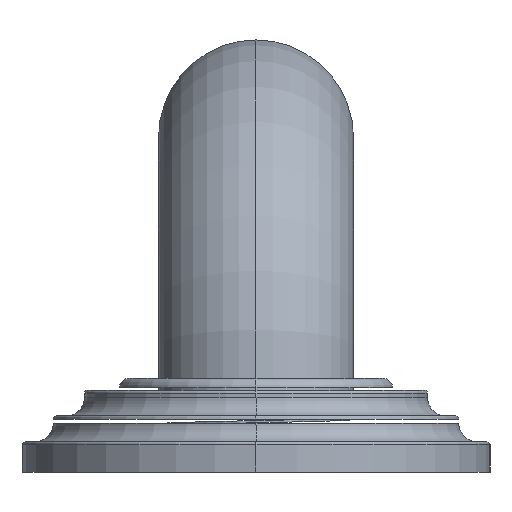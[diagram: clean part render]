
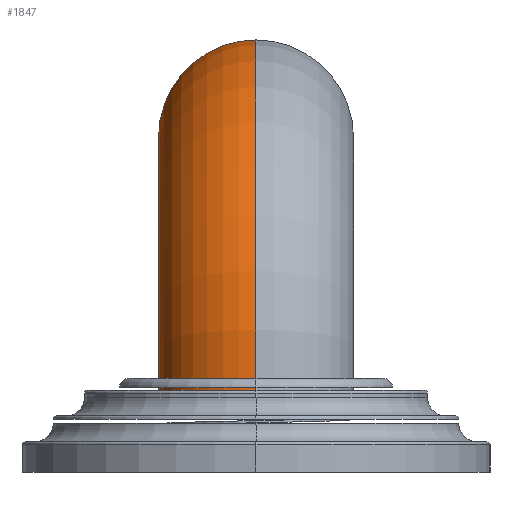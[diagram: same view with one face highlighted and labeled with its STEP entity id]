
A CAD part, left-side view. The second image highlights one B-rep face of the part: STEP entity #1847.
In plain terms, the highlighted toroidal (fillet/blend) face has major radius 41.275 mm and minor radius 15.875 mm.
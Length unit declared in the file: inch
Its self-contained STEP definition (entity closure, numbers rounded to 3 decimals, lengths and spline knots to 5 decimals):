
#1718=CARTESIAN_POINT('',(-24.,0.,0.52));
#1719=DIRECTION('',(0.,0.,-1.));
#1720=DIRECTION('',(-1.,0.,0.));
#1721=AXIS2_PLACEMENT_3D('',#1718,#1719,#1720);
#1723=CARTESIAN_POINT('',(-22.375,0.,0.52));
#1724=DIRECTION('',(0.,1.,0.));
#1725=DIRECTION('',(-1.,0.,0.));
#1726=AXIS2_PLACEMENT_3D('',#1723,#1724,#1725);
#1733=CARTESIAN_POINT('',(-22.375,0.,0.52));
#1734=DIRECTION('',(0.,1.,0.));
#1735=DIRECTION('',(-1.,0.,0.));
#1736=AXIS2_PLACEMENT_3D('',#1733,#1734,#1735);
#1775=CARTESIAN_POINT('',(-22.375,0.,2.145));
#1776=DIRECTION('',(1.,0.,0.));
#1777=DIRECTION('',(0.,0.,-1.));
#1778=AXIS2_PLACEMENT_3D('',#1775,#1776,#1777);
#1814=CARTESIAN_POINT('',(-23.375,0.,0.52));
#1815=CARTESIAN_POINT('',(-24.625,0.,0.52));
#1816=VERTEX_POINT('',#1814);
#1817=VERTEX_POINT('',#1815);
#1818=CARTESIAN_POINT('',(-22.375,0.,1.52));
#1819=CARTESIAN_POINT('',(-22.375,0.,2.77));
#1820=VERTEX_POINT('',#1818);
#1821=VERTEX_POINT('',#1819);
#1832=CARTESIAN_POINT('',(-22.375,0.,0.52));
#1833=DIRECTION('',(0.,1.,0.));
#1834=DIRECTION('',(1.,0.,0.));
#1835=AXIS2_PLACEMENT_3D('',#1832,#1833,#1834);
#1836=TOROIDAL_SURFACE('',#1835,1.625,0.625);
#1838=ORIENTED_EDGE('',*,*,#1837,.T.);
#1840=ORIENTED_EDGE('',*,*,#1839,.T.);
#1842=ORIENTED_EDGE('',*,*,#1841,.T.);
#1844=ORIENTED_EDGE('',*,*,#1843,.F.);
#1845=EDGE_LOOP('',(#1838,#1840,#1842,#1844));
#1846=FACE_OUTER_BOUND('',#1845,.F.);
#1847=ADVANCED_FACE('',(#1846),#1836,.T.);
#1722=CIRCLE('',#1721,0.625);
#1727=CIRCLE('',#1726,1.);
#1737=CIRCLE('',#1736,2.25);
#1779=CIRCLE('',#1778,0.625);
#1837=EDGE_CURVE('',#1817,#1816,#1722,.T.);
#1839=EDGE_CURVE('',#1816,#1820,#1727,.T.);
#1841=EDGE_CURVE('',#1820,#1821,#1779,.T.);
#1843=EDGE_CURVE('',#1817,#1821,#1737,.T.);
